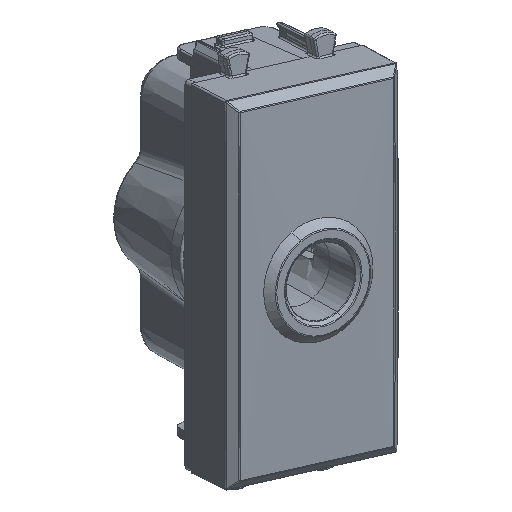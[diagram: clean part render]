
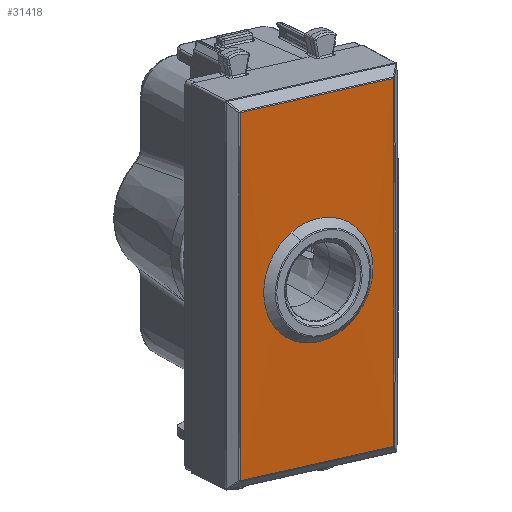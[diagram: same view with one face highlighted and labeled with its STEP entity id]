
A CAD part, top view. The second image highlights one B-rep face of the part: STEP entity #31418.
In plain terms, the highlighted cylindrical face has radius 835.146 mm (diameter 1670.29 mm), a partial arc.
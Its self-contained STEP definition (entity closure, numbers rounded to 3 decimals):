
#26837=CARTESIAN_POINT('Vertex',(-21.165,9.916,9.007)) ;
#26844=CARTESIAN_POINT('Vertex',(-21.165,-9.916,9.007)) ;
#26847=CARTESIAN_POINT('Line Origine',(-21.165,0.,9.007)) ;
#29021=CARTESIAN_POINT('Vertex',(21.165,-9.916,9.007)) ;
#29025=CARTESIAN_POINT('Control Point',(21.165,-9.916,9.007)) ;
#29026=CARTESIAN_POINT('Control Point',(12.701,-9.914,9.221)) ;
#29027=CARTESIAN_POINT('Control Point',(4.234,-9.913,9.329)) ;
#29028=CARTESIAN_POINT('Control Point',(-4.234,-9.913,9.329)) ;
#29029=CARTESIAN_POINT('Control Point',(-12.701,-9.914,9.221)) ;
#29030=CARTESIAN_POINT('Control Point',(-21.165,-9.916,9.007)) ;
#29119=CARTESIAN_POINT('Vertex',(21.165,9.916,9.007)) ;
#29122=CARTESIAN_POINT('Line Origine',(21.165,0.,9.007)) ;
#31365=CARTESIAN_POINT('Axis2P3D Location',(0.,0.,-825.871)) ;
#31371=CARTESIAN_POINT('Control Point',(21.165,9.916,9.007)) ;
#31372=CARTESIAN_POINT('Control Point',(7.058,9.913,9.364)) ;
#31373=CARTESIAN_POINT('Control Point',(-7.058,9.913,9.364)) ;
#31374=CARTESIAN_POINT('Control Point',(-21.165,9.916,9.007)) ;
#31383=CARTESIAN_POINT('Control Point',(-6.229,-3.403,9.252)) ;
#31384=CARTESIAN_POINT('Control Point',(-6.689,-2.567,9.248)) ;
#31385=CARTESIAN_POINT('Control Point',(-7.009,-1.654,9.246)) ;
#31386=CARTESIAN_POINT('Control Point',(-7.169,-0.694,9.244)) ;
#31387=CARTESIAN_POINT('Control Point',(-7.155,1.864,9.244)) ;
#31388=CARTESIAN_POINT('Control Point',(-6.03,4.226,9.254)) ;
#31389=CARTESIAN_POINT('Control Point',(-4.931,5.455,9.262)) ;
#31390=CARTESIAN_POINT('Control Point',(-1.86,7.384,9.277)) ;
#31391=CARTESIAN_POINT('Control Point',(1.827,7.261,9.277)) ;
#31392=CARTESIAN_POINT('Control Point',(3.773,6.479,9.269)) ;
#31393=CARTESIAN_POINT('Control Point',(5.292,5.103,9.259)) ;
#31394=CARTESIAN_POINT('Control Point',(6.229,3.403,9.252)) ;
#31395=CARTESIAN_POINT('Vertex',(-6.229,-3.403,9.252)) ;
#31397=CARTESIAN_POINT('Vertex',(6.229,3.403,9.252)) ;
#31401=CARTESIAN_POINT('Control Point',(6.229,3.403,9.252)) ;
#31402=CARTESIAN_POINT('Control Point',(6.689,2.567,9.248)) ;
#31403=CARTESIAN_POINT('Control Point',(7.009,1.654,9.246)) ;
#31404=CARTESIAN_POINT('Control Point',(7.169,0.694,9.244)) ;
#31405=CARTESIAN_POINT('Control Point',(7.155,-1.864,9.244)) ;
#31406=CARTESIAN_POINT('Control Point',(6.03,-4.226,9.254)) ;
#31407=CARTESIAN_POINT('Control Point',(4.931,-5.455,9.262)) ;
#31408=CARTESIAN_POINT('Control Point',(1.86,-7.384,9.277)) ;
#31409=CARTESIAN_POINT('Control Point',(-1.827,-7.261,9.277)) ;
#31410=CARTESIAN_POINT('Control Point',(-3.773,-6.479,9.269)) ;
#31411=CARTESIAN_POINT('Control Point',(-5.292,-5.103,9.259)) ;
#31412=CARTESIAN_POINT('Control Point',(-6.229,-3.403,9.252)) ;
#26848=DIRECTION('Vector Direction',(0.,-1.,0.)) ;
#29123=DIRECTION('Vector Direction',(0.,-1.,0.)) ;
#31366=DIRECTION('Axis2P3D Direction',(0.,1.,0.)) ;
#31367=DIRECTION('Axis2P3D XDirection',(-0.027,0.,1.)) ;
#31368=AXIS2_PLACEMENT_3D('Cylinder Axis2P3D',#31365,#31366,#31367) ;
#31377=ORIENTED_EDGE('',*,*,#26851,.T.) ;
#31378=ORIENTED_EDGE('',*,*,#29031,.T.) ;
#31379=ORIENTED_EDGE('',*,*,#29126,.T.) ;
#31380=ORIENTED_EDGE('',*,*,#31375,.T.) ;
#31415=ORIENTED_EDGE('',*,*,#31399,.T.) ;
#31416=ORIENTED_EDGE('',*,*,#31413,.T.) ;
#31417=FACE_BOUND('',#31414,.T.) ;
#26849=VECTOR('Line Direction',#26848,1.) ;
#29124=VECTOR('Line Direction',#29123,1.) ;
#31418=ADVANCED_FACE('mostrina',(#31381,#31417),#31369,.T.) ;
#29024=B_SPLINE_CURVE_WITH_KNOTS('',5,(#29025,#29026,#29027,#29028,#29029,#29030),.UNSPECIFIED.,.F.,.U.,(6,6),(17.219,90.511),.UNSPECIFIED.) ;
#31370=B_SPLINE_CURVE_WITH_KNOTS('',3,(#31371,#31372,#31373,#31374),.UNSPECIFIED.,.F.,.U.,(4,4),(17.219,90.511),.UNSPECIFIED.) ;
#31382=B_SPLINE_CURVE_WITH_KNOTS('',5,(#31383,#31384,#31385,#31386,#31387,#31388,#31389,#31390,#31391,#31392,#31393,#31394),.UNSPECIFIED.,.F.,.U.,(6,3,3,6),(0.,67.369,177.904,314.96),.UNSPECIFIED.) ;
#31400=B_SPLINE_CURVE_WITH_KNOTS('',5,(#31401,#31402,#31403,#31404,#31405,#31406,#31407,#31408,#31409,#31410,#31411,#31412),.UNSPECIFIED.,.F.,.U.,(6,3,3,6),(0.,67.369,177.904,314.96),.UNSPECIFIED.) ;
#31369=CYLINDRICAL_SURFACE('generated cylinder',#31368,835.146) ;
#26851=EDGE_CURVE('',#26838,#26845,#26850,.T.) ;
#29031=EDGE_CURVE('',#26845,#29022,#29024,.F.) ;
#29126=EDGE_CURVE('',#29022,#29120,#29125,.F.) ;
#31375=EDGE_CURVE('',#29120,#26838,#31370,.T.) ;
#31399=EDGE_CURVE('',#31396,#31398,#31382,.T.) ;
#31413=EDGE_CURVE('',#31398,#31396,#31400,.T.) ;
#31376=EDGE_LOOP('',(#31377,#31378,#31379,#31380)) ;
#31414=EDGE_LOOP('',(#31415,#31416)) ;
#31381=FACE_OUTER_BOUND('',#31376,.T.) ;
#26850=LINE('Line',#26847,#26849) ;
#29125=LINE('Line',#29122,#29124) ;
#26838=VERTEX_POINT('',#26837) ;
#26845=VERTEX_POINT('',#26844) ;
#29022=VERTEX_POINT('',#29021) ;
#29120=VERTEX_POINT('',#29119) ;
#31396=VERTEX_POINT('',#31395) ;
#31398=VERTEX_POINT('',#31397) ;
